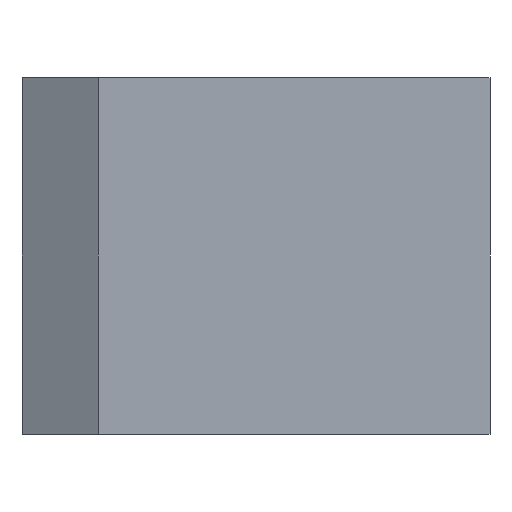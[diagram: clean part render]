
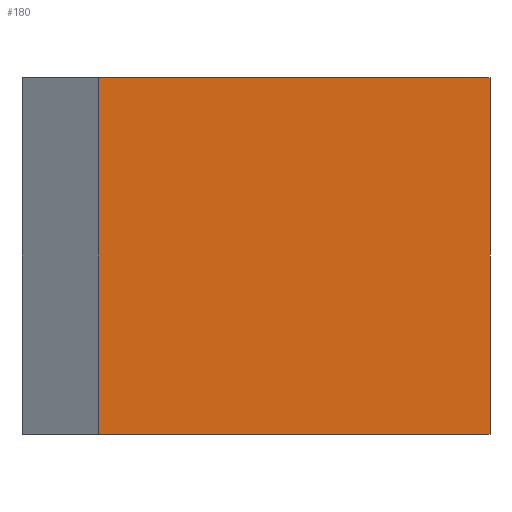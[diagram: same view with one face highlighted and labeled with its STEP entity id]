
A CAD part, left-side view. The second image highlights one B-rep face of the part: STEP entity #180.
In plain terms, the highlighted planar face has unit normal (-1, 0, 0).
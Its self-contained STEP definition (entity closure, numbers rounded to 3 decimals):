
#96=FACE_OUTER_BOUND('',#231,.T.);
#106=PLANE('',#405);
#116=LINE('',#533,#146);
#126=LINE('',#556,#156);
#136=LINE('',#579,#166);
#137=LINE('',#580,#167);
#146=VECTOR('',#431,1.);
#156=VECTOR('',#445,1.);
#166=VECTOR('',#459,1.);
#167=VECTOR('',#460,1.);
#180=ADVANCED_FACE('',(#96),#106,.F.);
#231=EDGE_LOOP('',(#277,#278,#279,#280));
#277=ORIENTED_EDGE('',*,*,#370,.T.);
#278=ORIENTED_EDGE('',*,*,#381,.F.);
#279=ORIENTED_EDGE('',*,*,#359,.F.);
#280=ORIENTED_EDGE('',*,*,#382,.T.);
#331=VERTEX_POINT('',#534);
#332=VERTEX_POINT('',#535);
#342=VERTEX_POINT('',#557);
#343=VERTEX_POINT('',#558);
#359=EDGE_CURVE('',#331,#332,#116,.T.);
#370=EDGE_CURVE('',#342,#343,#126,.T.);
#381=EDGE_CURVE('',#332,#343,#136,.T.);
#382=EDGE_CURVE('',#331,#342,#137,.T.);
#405=AXIS2_PLACEMENT_3D('',#581,#461,#462);
#431=DIRECTION('',(0.,-1.,0.));
#445=DIRECTION('',(0.,-1.,0.));
#459=DIRECTION('',(0.,0.,-1.));
#460=DIRECTION('',(0.,0.,-1.));
#461=DIRECTION('',(1.,0.,0.));
#462=DIRECTION('',(0.,1.,0.));
#533=CARTESIAN_POINT('',(-17.,12.6,15.));
#534=CARTESIAN_POINT('',(-17.,12.6,15.));
#535=CARTESIAN_POINT('',(-17.,-20.4,15.));
#556=CARTESIAN_POINT('',(-17.,12.6,-15.));
#557=CARTESIAN_POINT('',(-17.,12.6,-15.));
#558=CARTESIAN_POINT('',(-17.,-20.4,-15.));
#579=CARTESIAN_POINT('',(-17.,-20.4,15.));
#580=CARTESIAN_POINT('',(-17.,12.6,15.));
#581=CARTESIAN_POINT('',(-17.,12.6,15.));
